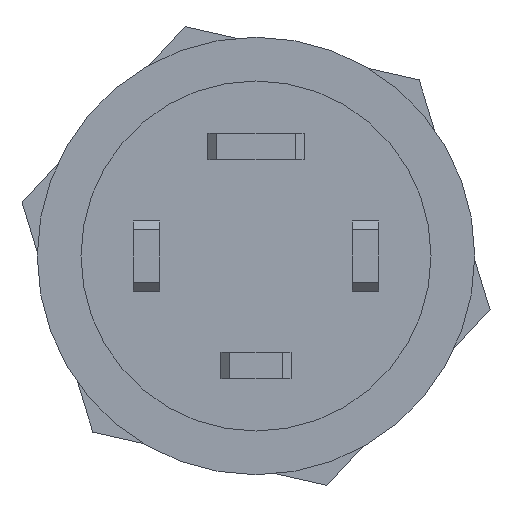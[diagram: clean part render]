
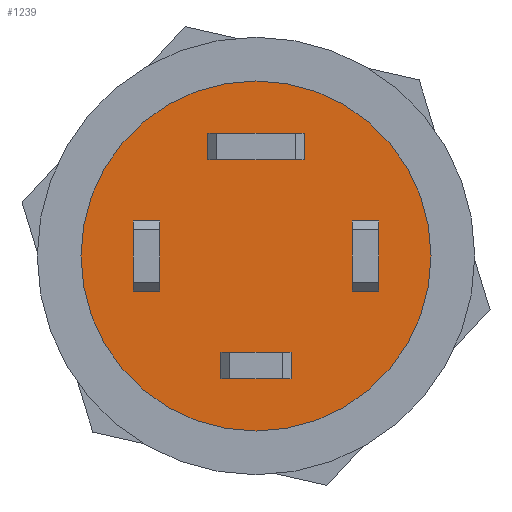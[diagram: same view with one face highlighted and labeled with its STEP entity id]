
A CAD part, front view. The second image highlights one B-rep face of the part: STEP entity #1239.
In plain terms, the highlighted planar face has unit normal (0, -1, 0).
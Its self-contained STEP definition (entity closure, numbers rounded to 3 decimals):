
#37=CIRCLE('',#1341,4.);
#173=FACE_OUTER_BOUND('',#251,.T.);
#251=EDGE_LOOP('',(#1037));
#578=VERTEX_POINT('',#3233);
#737=EDGE_CURVE('',#578,#578,#37,.T.);
#1037=ORIENTED_EDGE('',*,*,#737,.F.);
#1166=PLANE('',#1342);
#1239=ADVANCED_FACE('',(#173),#1166,.F.);
#1341=AXIS2_PLACEMENT_3D('',#3235,#1541,#1542);
#1342=AXIS2_PLACEMENT_3D('',#3236,#1543,#1544);
#1541=DIRECTION('center_axis',(0.,1.,0.));
#1542=DIRECTION('ref_axis',(1.,0.,0.));
#1543=DIRECTION('center_axis',(0.,1.,0.));
#1544=DIRECTION('ref_axis',(1.,0.,0.));
#3233=CARTESIAN_POINT('',(-4.,0.,0.));
#3235=CARTESIAN_POINT('Origin',(0.,0.,0.));
#3236=CARTESIAN_POINT('Origin',(0.,0.,0.));
